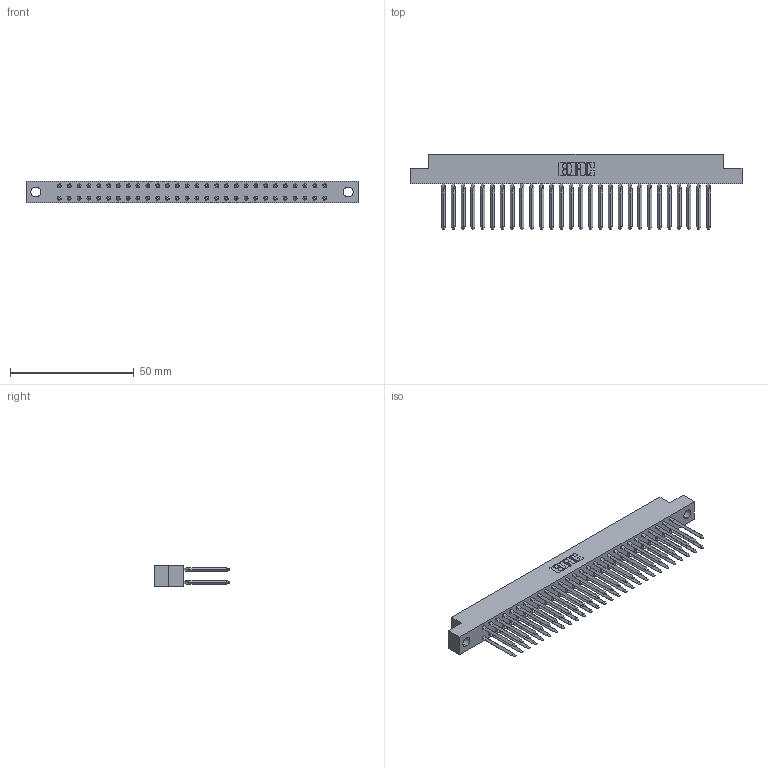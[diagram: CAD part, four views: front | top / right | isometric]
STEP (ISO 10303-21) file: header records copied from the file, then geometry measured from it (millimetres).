
FILE_DESCRIPTION (( 'STEP AP203' ), '1' );
FILE_NAME ('338-056-541-204.STEP', '2020-03-24T18:55:46', ( '' ), ( '' ), 'SwSTEP 2.0', 'SolidWorks 2016', '' );
FILE_SCHEMA (( 'CONFIG_CONTROL_DESIGN' ));
Length unit declared in the file: inch
Products named in the file (3): 338-210-001_338-210-028-004; 338-056-541-204; 338-290-001_541
Assembly tree (57 placements, depth 2):
  338-056-541-204
    338-210-001_338-210-028-004
    338-290-001_541  x56
Bounding box: 133.96 x 30.56 x 8.71 mm (x, y, z)
Volume: 10249.9 mm3; surface area: 19214.8 mm2
Topology: 57 solids, 57 shells, 3860 faces, 10367 edges, 6574 vertices
Faces by surface type: plane 2696, cylinder 940, bspline 224
Entity records: 56426 total; most frequent: CARTESIAN_POINT 11178, ORIENTED_EDGE 9404, DIRECTION 8821, EDGE_CURVE 4702, LINE 3523, VECTOR 3523, VERTEX_POINT 3054, AXIS2_PLACEMENT_3D 2649
